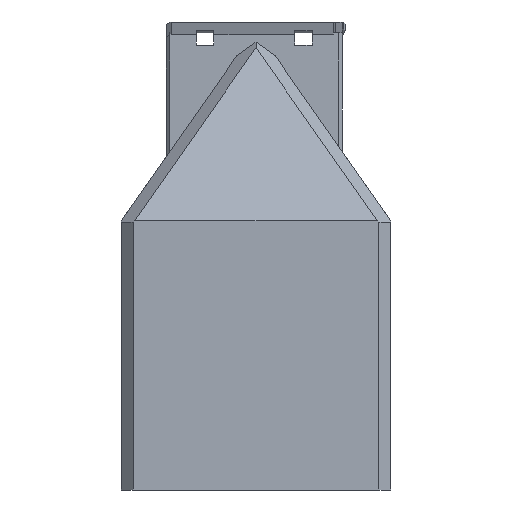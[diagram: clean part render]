
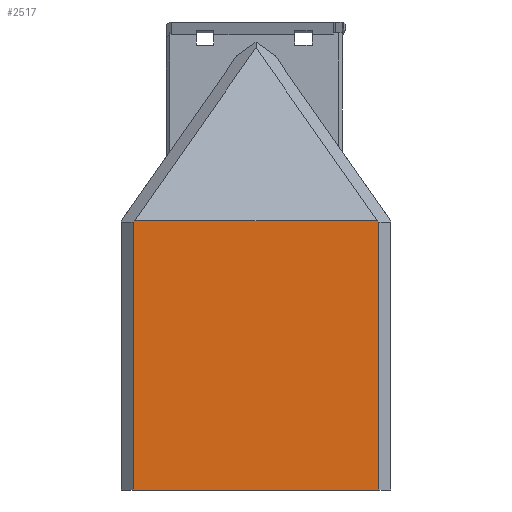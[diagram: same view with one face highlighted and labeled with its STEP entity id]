
A CAD part, front view. The second image highlights one B-rep face of the part: STEP entity #2517.
In plain terms, the highlighted planar face has unit normal (0, -1, 0).
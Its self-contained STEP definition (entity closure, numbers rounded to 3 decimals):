
#239=FACE_OUTER_BOUND('',#370,.T.);
#370=EDGE_LOOP('',(#2249,#2250,#2251,#2252,#2253,#2254));
#609=LINE('',#3715,#900);
#613=LINE('',#3723,#904);
#654=LINE('',#5489,#945);
#663=LINE('',#5505,#954);
#669=LINE('',#5514,#960);
#670=LINE('',#5515,#961);
#900=VECTOR('',#3085,10.);
#904=VECTOR('',#3093,10.);
#945=VECTOR('',#3192,10.);
#954=VECTOR('',#3209,10.);
#960=VECTOR('',#3217,10.);
#961=VECTOR('',#3218,10.);
#1120=VERTEX_POINT('',#3712);
#1121=VERTEX_POINT('',#3714);
#1122=VERTEX_POINT('',#3720);
#1123=VERTEX_POINT('',#3722);
#1195=VERTEX_POINT('',#5488);
#1198=VERTEX_POINT('',#5503);
#1439=EDGE_CURVE('',#1120,#1121,#609,.T.);
#1443=EDGE_CURVE('',#1122,#1123,#613,.T.);
#1548=EDGE_CURVE('',#1121,#1195,#654,.T.);
#1557=EDGE_CURVE('',#1195,#1198,#663,.T.);
#1563=EDGE_CURVE('',#1198,#1122,#669,.T.);
#1564=EDGE_CURVE('',#1123,#1120,#670,.T.);
#2249=ORIENTED_EDGE('',*,*,#1443,.F.);
#2250=ORIENTED_EDGE('',*,*,#1563,.F.);
#2251=ORIENTED_EDGE('',*,*,#1557,.F.);
#2252=ORIENTED_EDGE('',*,*,#1548,.F.);
#2253=ORIENTED_EDGE('',*,*,#1439,.F.);
#2254=ORIENTED_EDGE('',*,*,#1564,.F.);
#2390=PLANE('',#2666);
#2517=ADVANCED_FACE('',(#239),#2390,.T.);
#2666=AXIS2_PLACEMENT_3D('',#5513,#3215,#3216);
#3085=DIRECTION('',(0.814,0.,-0.581));
#3093=DIRECTION('',(0.814,0.,0.581));
#3192=DIRECTION('',(0.,0.,-1.));
#3209=DIRECTION('',(-1.,0.,0.));
#3215=DIRECTION('center_axis',(0.,-1.,0.));
#3216=DIRECTION('ref_axis',(-1.,0.,0.));
#3217=DIRECTION('',(0.,0.,1.));
#3218=DIRECTION('',(1.,0.,0.));
#3712=CARTESIAN_POINT('',(103.472,-115.,60.));
#3714=CARTESIAN_POINT('',(105.,-115.,58.909));
#3715=CARTESIAN_POINT('',(92.066,-115.,68.145));
#3720=CARTESIAN_POINT('',(-105.,-115.,58.909));
#3722=CARTESIAN_POINT('',(-103.472,-115.,60.));
#3723=CARTESIAN_POINT('',(-15.902,-115.,122.531));
#5488=CARTESIAN_POINT('',(105.,-115.,-170.));
#5489=CARTESIAN_POINT('',(105.,-115.,60.));
#5503=CARTESIAN_POINT('',(-105.,-115.,-170.));
#5505=CARTESIAN_POINT('',(-115.,-115.,-170.));
#5513=CARTESIAN_POINT('Origin',(115.,-115.,60.));
#5514=CARTESIAN_POINT('',(-105.,-115.,60.));
#5515=CARTESIAN_POINT('',(-115.,-115.,60.));
